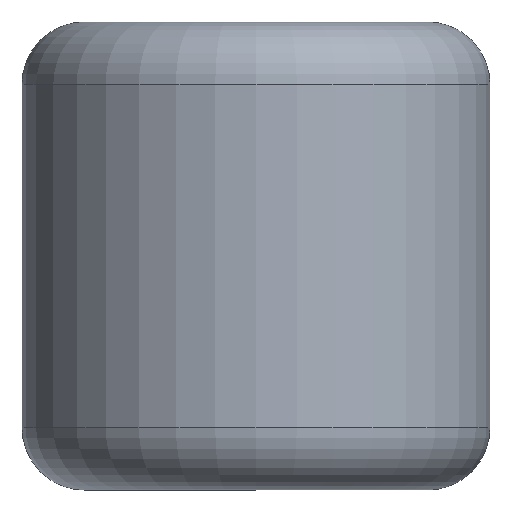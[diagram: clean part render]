
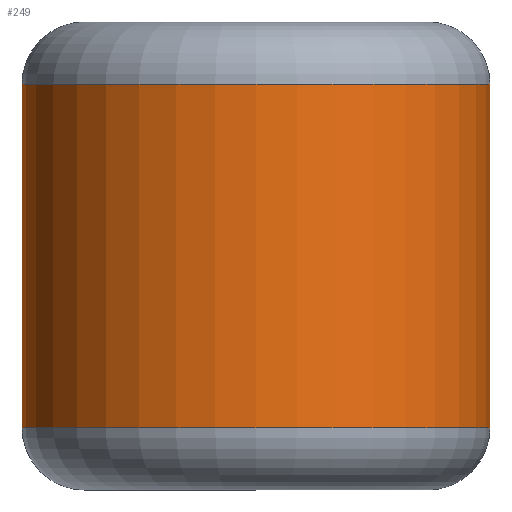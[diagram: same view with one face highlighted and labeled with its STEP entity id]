
A CAD part, front view. The second image highlights one B-rep face of the part: STEP entity #249.
In plain terms, the highlighted cylindrical face has radius 7.5 mm (diameter 15 mm), a partial arc.
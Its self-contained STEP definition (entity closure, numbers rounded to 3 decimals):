
#31=LINE('',#445,#45);
#32=LINE('',#446,#46);
#45=VECTOR('',#367,10.);
#46=VECTOR('',#368,10.);
#55=CYLINDRICAL_SURFACE('',#295,7.5);
#67=FACE_OUTER_BOUND('',#83,.T.);
#83=EDGE_LOOP('',(#201,#202,#203,#204));
#101=CIRCLE('',#280,7.5);
#109=CIRCLE('',#292,7.5);
#120=VERTEX_POINT('',#407);
#122=VERTEX_POINT('',#413);
#128=VERTEX_POINT('',#431);
#130=VERTEX_POINT('',#437);
#143=EDGE_CURVE('',#122,#120,#101,.T.);
#155=EDGE_CURVE('',#130,#128,#109,.T.);
#159=EDGE_CURVE('',#130,#120,#31,.T.);
#160=EDGE_CURVE('',#122,#128,#32,.T.);
#201=ORIENTED_EDGE('',*,*,#155,.F.);
#202=ORIENTED_EDGE('',*,*,#159,.T.);
#203=ORIENTED_EDGE('',*,*,#143,.F.);
#204=ORIENTED_EDGE('',*,*,#160,.T.);
#249=ADVANCED_FACE('',(#67),#55,.T.);
#280=AXIS2_PLACEMENT_3D('',#415,#329,#330);
#292=AXIS2_PLACEMENT_3D('',#439,#357,#358);
#295=AXIS2_PLACEMENT_3D('',#444,#365,#366);
#329=DIRECTION('center_axis',(0.,0.,1.));
#330=DIRECTION('ref_axis',(0.,-1.,0.));
#357=DIRECTION('center_axis',(0.,0.,-1.));
#358=DIRECTION('ref_axis',(0.,-1.,0.));
#365=DIRECTION('center_axis',(0.,0.,1.));
#366=DIRECTION('ref_axis',(-0.707,-0.707,0.));
#367=DIRECTION('',(0.,0.,1.));
#368=DIRECTION('',(0.,0.,-1.));
#407=CARTESIAN_POINT('',(7.5,1.,13.));
#413=CARTESIAN_POINT('',(-7.5,1.,13.));
#415=CARTESIAN_POINT('Origin',(0.,1.,13.));
#431=CARTESIAN_POINT('',(-7.5,1.,2.));
#437=CARTESIAN_POINT('',(7.5,1.,2.));
#439=CARTESIAN_POINT('Origin',(0.,1.,2.));
#444=CARTESIAN_POINT('Origin',(0.,1.,0.));
#445=CARTESIAN_POINT('',(7.5,1.,0.));
#446=CARTESIAN_POINT('',(-7.5,1.,0.));
